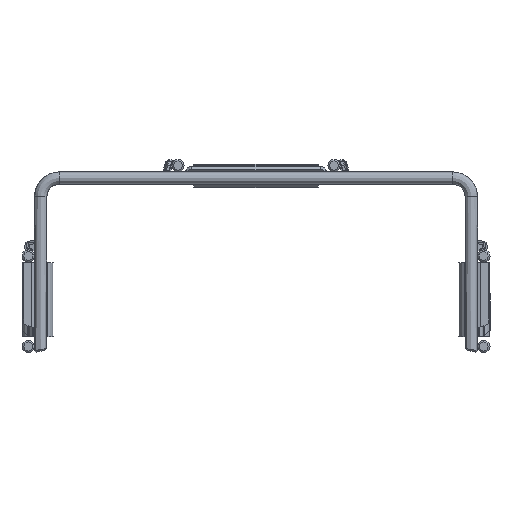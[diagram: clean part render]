
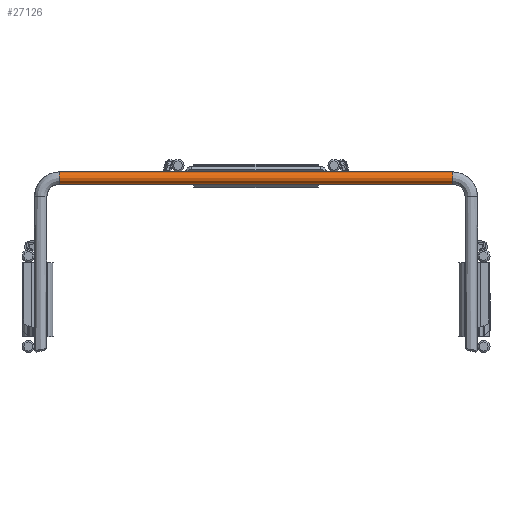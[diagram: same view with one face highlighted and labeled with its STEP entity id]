
A CAD part, front view. The second image highlights one B-rep face of the part: STEP entity #27126.
In plain terms, the highlighted cylindrical face has radius 2 mm (diameter 4 mm), a partial arc.
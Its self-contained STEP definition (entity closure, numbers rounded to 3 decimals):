
#26679=CARTESIAN_POINT('',(63.,-3002.,-2.));
#26680=DIRECTION('',(1.,0.,0.));
#26681=DIRECTION('',(0.,0.,1.));
#26682=AXIS2_PLACEMENT_3D('',#26679,#26680,#26681);
#26689=CARTESIAN_POINT('',(-63.,-3002.,-2.));
#26690=DIRECTION('',(1.,0.,0.));
#26691=DIRECTION('',(0.,0.,1.));
#26692=AXIS2_PLACEMENT_3D('',#26689,#26690,#26691);
#26694=DIRECTION('',(1.,0.,0.));
#26695=VECTOR('',#26694,126.);
#26696=CARTESIAN_POINT('',(-63.,-3002.,0.));
#26697=LINE('',#26696,#26695);
#26781=DIRECTION('',(1.,0.,0.));
#26782=VECTOR('',#26781,126.);
#26783=CARTESIAN_POINT('',(-63.,-3002.,-4.));
#26784=LINE('',#26783,#26782);
#26841=CARTESIAN_POINT('',(-63.,-3002.,-4.));
#26842=CARTESIAN_POINT('',(-63.,-3002.,0.));
#26843=VERTEX_POINT('',#26841);
#26844=VERTEX_POINT('',#26842);
#26845=CARTESIAN_POINT('',(63.,-3002.,-4.));
#26846=CARTESIAN_POINT('',(63.,-3002.,0.));
#26847=VERTEX_POINT('',#26845);
#26848=VERTEX_POINT('',#26846);
#27112=CARTESIAN_POINT('',(-63.,-3002.,-2.));
#27113=DIRECTION('',(1.,0.,0.));
#27114=DIRECTION('',(0.,0.,-1.));
#27115=AXIS2_PLACEMENT_3D('',#27112,#27113,#27114);
#27116=CYLINDRICAL_SURFACE('',#27115,2.);
#27118=ORIENTED_EDGE('',*,*,#27117,.F.);
#27120=ORIENTED_EDGE('',*,*,#27119,.T.);
#27121=ORIENTED_EDGE('',*,*,#27102,.T.);
#27123=ORIENTED_EDGE('',*,*,#27122,.F.);
#27124=EDGE_LOOP('',(#27118,#27120,#27121,#27123));
#27125=FACE_OUTER_BOUND('',#27124,.F.);
#27126=ADVANCED_FACE('',(#27125),#27116,.T.);
#26683=CIRCLE('',#26682,2.);
#26693=CIRCLE('',#26692,2.);
#27102=EDGE_CURVE('',#26848,#26847,#26683,.T.);
#27117=EDGE_CURVE('',#26844,#26843,#26693,.T.);
#27119=EDGE_CURVE('',#26844,#26848,#26697,.T.);
#27122=EDGE_CURVE('',#26843,#26847,#26784,.T.);
